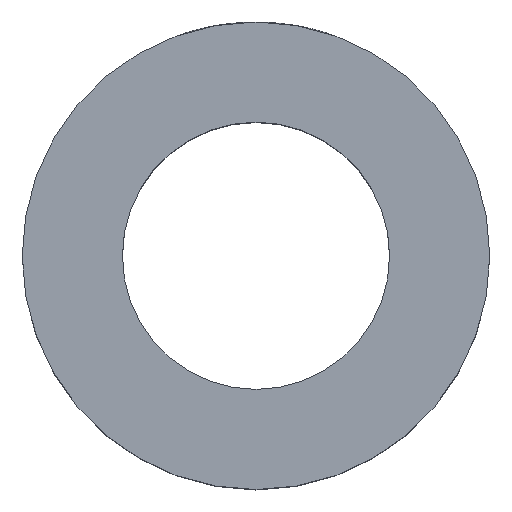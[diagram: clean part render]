
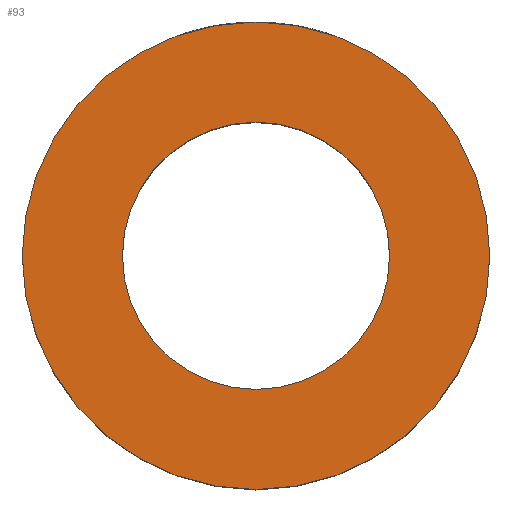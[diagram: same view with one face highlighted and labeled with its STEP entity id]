
A CAD part, top view. The second image highlights one B-rep face of the part: STEP entity #93.
In plain terms, the highlighted planar face has unit normal (0, 0, 1).
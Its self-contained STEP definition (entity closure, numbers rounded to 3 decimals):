
#28=FACE_BOUND('',#38,.T.);
#32=FACE_OUTER_BOUND('',#37,.T.);
#37=EDGE_LOOP('',(#69));
#38=EDGE_LOOP('',(#70));
#46=CIRCLE('',#113,7.);
#47=CIRCLE('',#114,4.);
#50=VERTEX_POINT('',#146);
#51=VERTEX_POINT('',#148);
#58=EDGE_CURVE('',#50,#50,#46,.T.);
#59=EDGE_CURVE('',#51,#51,#47,.T.);
#69=ORIENTED_EDGE('',*,*,#58,.T.);
#70=ORIENTED_EDGE('',*,*,#59,.F.);
#91=PLANE('',#112);
#93=ADVANCED_FACE('',(#32,#28),#91,.T.);
#112=AXIS2_PLACEMENT_3D('',#145,#123,#124);
#113=AXIS2_PLACEMENT_3D('',#147,#125,#126);
#114=AXIS2_PLACEMENT_3D('',#149,#127,#128);
#123=DIRECTION('center_axis',(0.,0.,1.));
#124=DIRECTION('ref_axis',(1.,0.,0.));
#125=DIRECTION('center_axis',(0.,0.,1.));
#126=DIRECTION('ref_axis',(1.,0.,0.));
#127=DIRECTION('center_axis',(0.,0.,1.));
#128=DIRECTION('ref_axis',(1.,0.,0.));
#145=CARTESIAN_POINT('Origin',(0.,0.,7.));
#146=CARTESIAN_POINT('',(7.,0.,7.));
#147=CARTESIAN_POINT('Origin',(0.,0.,7.));
#148=CARTESIAN_POINT('',(4.,0.,7.));
#149=CARTESIAN_POINT('Origin',(0.,0.,7.));
